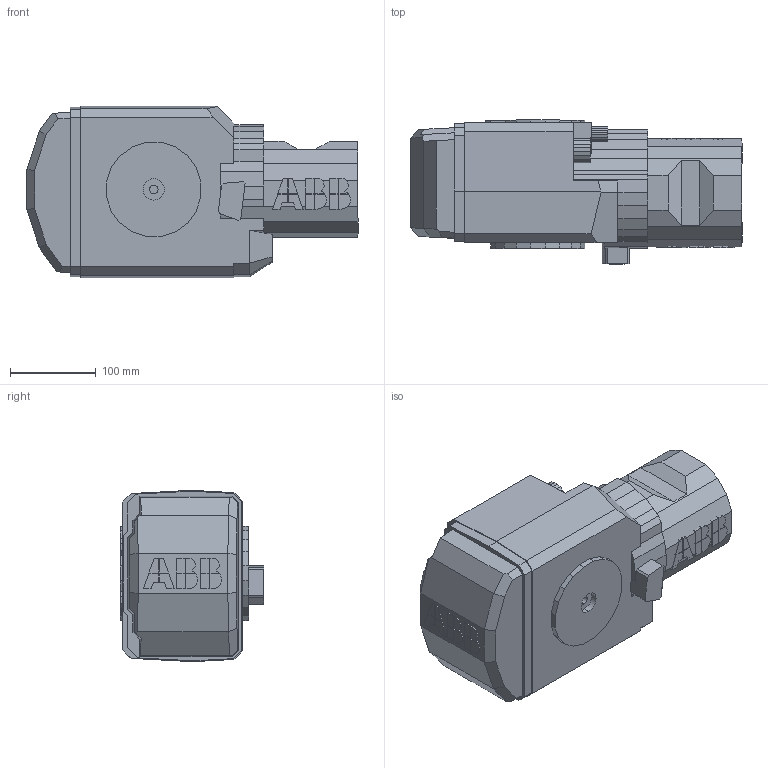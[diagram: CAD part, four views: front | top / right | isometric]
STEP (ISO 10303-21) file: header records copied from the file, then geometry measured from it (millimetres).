
FILE_DESCRIPTION (( 'STEP AP203' ), '1' );
FILE_NAME ('L3_Default_sldprt.STEP', '2024-10-16T02:19:48', ( '' ), ( '' ), 'SwSTEP 2.0', 'SolidWorks 2022', '' );
FILE_SCHEMA (( 'CONFIG_CONTROL_DESIGN' ));
Length unit declared in the file: millimetre
Products named in the file (1): L3_Default_sldprt
Bounding box: 387.65 x 168 x 200 mm (x, y, z)
Volume: 8022715 mm3; surface area: 334776.3 mm2
Topology: 4 solids, 4 shells, 571 faces, 1626 edges, 1075 vertices
Faces by surface type: plane 563, cylinder 4, bspline 4
Entity records: 18439 total; most frequent: CARTESIAN_POINT 3517, ORIENTED_EDGE 3252, DIRECTION 2762, EDGE_CURVE 1626, LINE 1610, VECTOR 1610, VERTEX_POINT 1075, EDGE_LOOP 583
